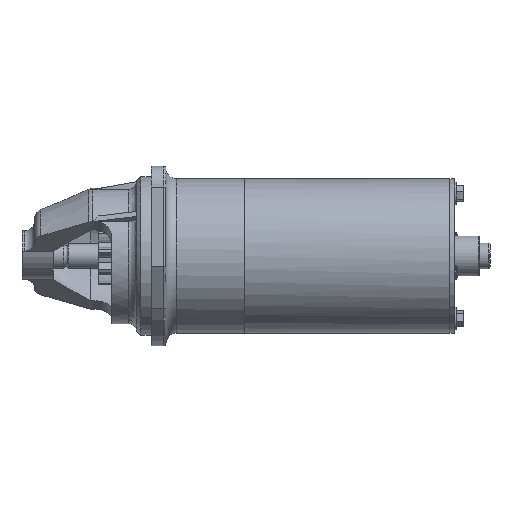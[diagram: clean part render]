
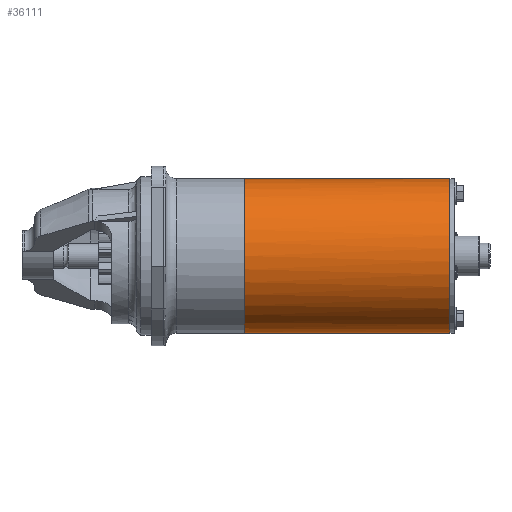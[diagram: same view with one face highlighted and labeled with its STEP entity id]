
A CAD part, left-side view. The second image highlights one B-rep face of the part: STEP entity #36111.
In plain terms, the highlighted cylindrical face has radius 37 mm (diameter 74 mm), a full revolution.
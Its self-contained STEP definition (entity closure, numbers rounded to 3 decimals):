
#162 = FACE_OUTER_BOUND ( 'NONE', #36394, .T. ) ;
#314 = CARTESIAN_POINT ( 'NONE',  ( -3.2, 98.5, 36.861 ) ) ;
#552 = CARTESIAN_POINT ( 'NONE',  ( 21.326, 98.5, 30.236 ) ) ;
#746 = EDGE_CURVE ( 'NONE', #6600, #25417, #6787, .T. ) ;
#1027 = LINE ( 'NONE', #19966, #7300 ) ;
#1600 = CARTESIAN_POINT ( 'NONE',  ( 4.799, 17.566, 36.688 ) ) ;
#1666 = CARTESIAN_POINT ( 'NONE',  ( 0., 93.5, 0. ) ) ;
#2089 = CARTESIAN_POINT ( 'NONE',  ( 6.105, 11.285, 36.513 ) ) ;
#3052 = EDGE_CURVE ( 'NONE', #6600, #17901, #1027, .T. ) ;
#4035 = FACE_OUTER_BOUND ( 'NONE', #33675, .T. ) ;
#4063 = CARTESIAN_POINT ( 'NONE',  ( 2.217, 20.493, 36.934 ) ) ;
#4824 = AXIS2_PLACEMENT_3D ( 'NONE', #1666, #29353, #26902 ) ;
#5446 = DIRECTION ( 'NONE',  ( 0., 1., 0. ) ) ;
#5756 = CARTESIAN_POINT ( 'NONE',  ( -7.283, 5.614, 36.296 ) ) ;
#6600 = VERTEX_POINT ( 'NONE', #26978 ) ;
#6625 = VERTEX_POINT ( 'NONE', #30428 ) ;
#6697 = CYLINDRICAL_SURFACE ( 'NONE', #32010, 37. ) ;
#6787 = CIRCLE ( 'NONE', #4824, 37. ) ;
#7182 = CARTESIAN_POINT ( 'NONE',  ( 0., 98.5, 0. ) ) ;
#7300 = VECTOR ( 'NONE', #16896, 1000. ) ;
#7533 = CARTESIAN_POINT ( 'NONE',  ( -2.71, 20.216, 36.901 ) ) ;
#7717 = CARTESIAN_POINT ( 'NONE',  ( -0.572, 20.975, 36.997 ) ) ;
#7900 = CARTESIAN_POINT ( 'NONE',  ( -4.59, 18.096, 36.715 ) ) ;
#8110 = CARTESIAN_POINT ( 'NONE',  ( 1.416, 20.805, 36.974 ) ) ;
#8226 = CARTESIAN_POINT ( 'NONE',  ( 7.283, 5.614, 36.296 ) ) ;
#8465 = ORIENTED_EDGE ( 'NONE', *, *, #26826, .T. ) ;
#9165 = CARTESIAN_POINT ( 'NONE',  ( 8.45, 0., 36.022 ) ) ;
#9309 = EDGE_CURVE ( 'NONE', #25417, #25414, #25489, .T. ) ;
#9792 = ORIENTED_EDGE ( 'NONE', *, *, #746, .F. ) ;
#10037 = VERTEX_POINT ( 'NONE', #15673 ) ;
#10364 = CARTESIAN_POINT ( 'NONE',  ( 2.951, 20.051, 36.883 ) ) ;
#10956 = EDGE_CURVE ( 'NONE', #25414, #17901, #33146, .T. ) ;
#11019 = AXIS2_PLACEMENT_3D ( 'NONE', #7182, #34895, #16939 ) ;
#12227 = CARTESIAN_POINT ( 'NONE',  ( 4.917, 17., 36.672 ) ) ;
#14131 = EDGE_CURVE ( 'NONE', #21277, #30607, #18279, .T. ) ;
#15011 = DIRECTION ( 'NONE',  ( 0., 0., 1. ) ) ;
#15673 = CARTESIAN_POINT ( 'NONE',  ( -8.45, 0., 36.022 ) ) ;
#16701 = CARTESIAN_POINT ( 'NONE',  ( 0.575, 20.975, 36.997 ) ) ;
#16884 = CARTESIAN_POINT ( 'NONE',  ( 1.137, 20.878, 36.984 ) ) ;
#16896 = DIRECTION ( 'NONE',  ( 0., 1., 0. ) ) ;
#16939 = DIRECTION ( 'NONE',  ( 0., 0., 1. ) ) ;
#17028 = B_SPLINE_CURVE_WITH_KNOTS ( 'NONE', 3,
 ( #17298, #32167, #7900, #35806, #20338, #23597, #7533, #19954, #35620, #23400, #26042, #7717, #38302, #29706, #16701, #16884, #8110, #25866, #4063, #38696, #10364, #32746, #29289, #19738, #39085, #26630, #1600, #36012 ),
 .UNSPECIFIED., .F., .F.,
 ( 4, 2, 2, 2, 2, 2, 2, 2, 2, 2, 2, 2, 2, 4 ),
 ( 0., 0.002, 0.003, 0.004, 0.005, 0.006, 0.007, 0.008, 0.009, 0.009, 0.01, 0.011, 0.012, 0.014 ),
 .UNSPECIFIED. ) ;
#17249 = ORIENTED_EDGE ( 'NONE', *, *, #14131, .T. ) ;
#17298 = CARTESIAN_POINT ( 'NONE',  ( -4.917, 17., 36.672 ) ) ;
#17770 = CARTESIAN_POINT ( 'NONE',  ( -4.917, 17., 36.672 ) ) ;
#17901 = VERTEX_POINT ( 'NONE', #314 ) ;
#18279 =( BOUNDED_CURVE ( )  B_SPLINE_CURVE ( 3, ( #23707, #2089, #8226, #9165 ),
 .UNSPECIFIED., .F., .F. ) 
 B_SPLINE_CURVE_WITH_KNOTS ( ( 4, 4 ),
 ( 4.846, 4.943 ),
 .UNSPECIFIED. ) 
 CURVE ( )  GEOMETRIC_REPRESENTATION_ITEM ( )  RATIONAL_B_SPLINE_CURVE ( ( 1., 0.999, 0.999, 1. ) ) 
 REPRESENTATION_ITEM ( '' )  );
#19114 = CARTESIAN_POINT ( 'NONE',  ( 0., 98.5, 0. ) ) ;
#19328 = DIRECTION ( 'NONE',  ( 0., 0., -1. ) ) ;
#19738 = CARTESIAN_POINT ( 'NONE',  ( 3.974, 19.062, 36.786 ) ) ;
#19954 = CARTESIAN_POINT ( 'NONE',  ( -2.214, 20.495, 36.935 ) ) ;
#19966 = CARTESIAN_POINT ( 'NONE',  ( -3.2, 93.5, 36.861 ) ) ;
#20338 = CARTESIAN_POINT ( 'NONE',  ( -3.616, 19.511, 36.826 ) ) ;
#21105 = VECTOR ( 'NONE', #38934, 1000. ) ;
#21277 = VERTEX_POINT ( 'NONE', #12227 ) ;
#22460 = CARTESIAN_POINT ( 'NONE',  ( 21.326, 93.5, 30.236 ) ) ;
#23400 = CARTESIAN_POINT ( 'NONE',  ( -1.41, 20.807, 36.974 ) ) ;
#23597 = CARTESIAN_POINT ( 'NONE',  ( -2.945, 20.056, 36.883 ) ) ;
#23707 = CARTESIAN_POINT ( 'NONE',  ( 4.917, 17., 36.672 ) ) ;
#24874 = ORIENTED_EDGE ( 'NONE', *, *, #10956, .F. ) ;
#25414 = VERTEX_POINT ( 'NONE', #552 ) ;
#25417 = VERTEX_POINT ( 'NONE', #34562 ) ;
#25489 = LINE ( 'NONE', #22460, #21105 ) ;
#25866 = CARTESIAN_POINT ( 'NONE',  ( 1.958, 20.612, 36.949 ) ) ;
#26042 = CARTESIAN_POINT ( 'NONE',  ( -1.134, 20.879, 36.984 ) ) ;
#26316 = EDGE_CURVE ( 'NONE', #30607, #10037, #35279, .T. ) ;
#26630 = CARTESIAN_POINT ( 'NONE',  ( 4.591, 18.093, 36.715 ) ) ;
#26826 = EDGE_CURVE ( 'NONE', #6625, #21277, #17028, .T. ) ;
#26902 = DIRECTION ( 'NONE',  ( 0., 0., 1. ) ) ;
#26978 = CARTESIAN_POINT ( 'NONE',  ( -3.2, 93.5, 36.861 ) ) ;
#27732 = ORIENTED_EDGE ( 'NONE', *, *, #30626, .T. ) ;
#28067 = DIRECTION ( 'NONE',  ( 0., -1., 0. ) ) ;
#29289 = CARTESIAN_POINT ( 'NONE',  ( 3.6, 19.491, 36.825 ) ) ;
#29353 = DIRECTION ( 'NONE',  ( 0., 1., 0. ) ) ;
#29706 = CARTESIAN_POINT ( 'NONE',  ( 0.291, 21., 37. ) ) ;
#30063 = AXIS2_PLACEMENT_3D ( 'NONE', #39676, #5446, #15011 ) ;
#30428 = CARTESIAN_POINT ( 'NONE',  ( -4.917, 17., 36.672 ) ) ;
#30607 = VERTEX_POINT ( 'NONE', #39186 ) ;
#30626 = EDGE_CURVE ( 'NONE', #10037, #6625, #35619, .T. ) ;
#32010 = AXIS2_PLACEMENT_3D ( 'NONE', #19114, #28067, #19328 ) ;
#32167 = CARTESIAN_POINT ( 'NONE',  ( -4.799, 17.566, 36.688 ) ) ;
#32746 = CARTESIAN_POINT ( 'NONE',  ( 3.396, 19.689, 36.844 ) ) ;
#33146 = CIRCLE ( 'NONE', #11019, 37. ) ;
#33239 = CARTESIAN_POINT ( 'NONE',  ( -8.45, 0., 36.022 ) ) ;
#33513 = ORIENTED_EDGE ( 'NONE', *, *, #26316, .T. ) ;
#33675 = EDGE_LOOP ( 'NONE', ( #33513, #27732, #8465, #17249 ) ) ;
#34562 = CARTESIAN_POINT ( 'NONE',  ( 21.326, 93.5, 30.236 ) ) ;
#34895 = DIRECTION ( 'NONE',  ( 0., 1., 0. ) ) ;
#35279 = CIRCLE ( 'NONE', #30063, 37. ) ;
#35619 =( BOUNDED_CURVE ( )  B_SPLINE_CURVE ( 3, ( #33239, #5756, #37335, #17770 ),
 .UNSPECIFIED., .F., .F. ) 
 B_SPLINE_CURVE_WITH_KNOTS ( ( 4, 4 ),
 ( 1.34, 1.438 ),
 .UNSPECIFIED. ) 
 CURVE ( )  GEOMETRIC_REPRESENTATION_ITEM ( )  RATIONAL_B_SPLINE_CURVE ( ( 1., 0.999, 0.999, 1. ) ) 
 REPRESENTATION_ITEM ( '' )  );
#35620 = CARTESIAN_POINT ( 'NONE',  ( -1.953, 20.614, 36.949 ) ) ;
#35806 = CARTESIAN_POINT ( 'NONE',  ( -3.99, 19.081, 36.785 ) ) ;
#36012 = CARTESIAN_POINT ( 'NONE',  ( 4.917, 17., 36.672 ) ) ;
#36111 = ADVANCED_FACE ( 'NONE', ( #162, #4035 ), #6697, .T. ) ;
#36350 = ORIENTED_EDGE ( 'NONE', *, *, #9309, .F. ) ;
#36394 = EDGE_LOOP ( 'NONE', ( #9792, #39860, #24874, #36350 ) ) ;
#37335 = CARTESIAN_POINT ( 'NONE',  ( -6.105, 11.285, 36.513 ) ) ;
#38302 = CARTESIAN_POINT ( 'NONE',  ( -0.286, 21., 37. ) ) ;
#38696 = CARTESIAN_POINT ( 'NONE',  ( 2.713, 20.214, 36.901 ) ) ;
#38934 = DIRECTION ( 'NONE',  ( 0., 1., 0. ) ) ;
#39085 = CARTESIAN_POINT ( 'NONE',  ( 4.145, 18.828, 36.767 ) ) ;
#39186 = CARTESIAN_POINT ( 'NONE',  ( 8.45, 0., 36.022 ) ) ;
#39676 = CARTESIAN_POINT ( 'NONE',  ( 0., 0., 0. ) ) ;
#39860 = ORIENTED_EDGE ( 'NONE', *, *, #3052, .T. ) ;
